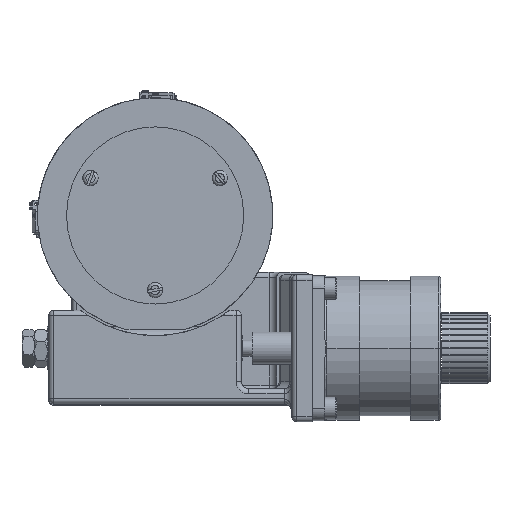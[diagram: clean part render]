
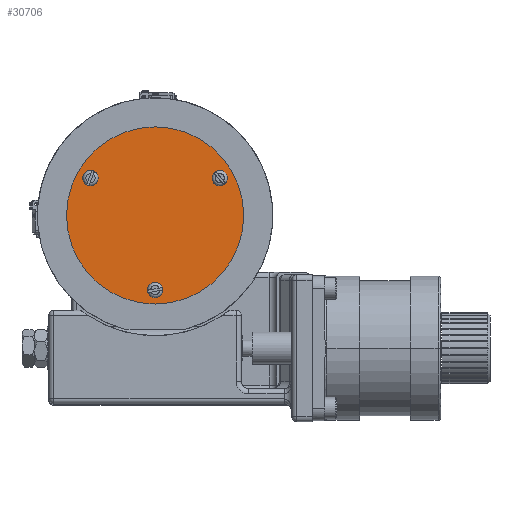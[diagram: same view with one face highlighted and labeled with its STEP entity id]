
A CAD part, front view. The second image highlights one B-rep face of the part: STEP entity #30706.
In plain terms, the highlighted planar face has unit normal (0, -1, 0).
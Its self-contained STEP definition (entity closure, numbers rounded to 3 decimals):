
#10493=CARTESIAN_POINT('',(0.,-83.6,0.));
#10494=DIRECTION('',(0.,1.,0.));
#10495=DIRECTION('',(-1.,0.,0.));
#10496=AXIS2_PLACEMENT_3D('',#10493,#10494,#10495);
#10498=CARTESIAN_POINT('',(0.,-83.6,0.));
#10499=DIRECTION('',(0.,1.,0.));
#10500=DIRECTION('',(1.,0.,0.));
#10501=AXIS2_PLACEMENT_3D('',#10498,#10499,#10500);
#10503=CARTESIAN_POINT('',(0.,-83.6,-29.5));
#10504=DIRECTION('',(0.,1.,0.));
#10505=DIRECTION('',(-0.174,0.,0.985));
#10506=AXIS2_PLACEMENT_3D('',#10503,#10504,#10505);
#10508=CARTESIAN_POINT('',(0.,-83.6,-29.5));
#10509=DIRECTION('',(0.,1.,0.));
#10510=DIRECTION('',(0.174,0.,-0.985));
#10511=AXIS2_PLACEMENT_3D('',#10508,#10509,#10510);
#10513=CARTESIAN_POINT('',(25.548,-83.6,14.75));
#10514=DIRECTION('',(0.,1.,0.));
#10515=DIRECTION('',(-0.766,0.,-0.643));
#10516=AXIS2_PLACEMENT_3D('',#10513,#10514,#10515);
#10518=CARTESIAN_POINT('',(25.548,-83.6,14.75));
#10519=DIRECTION('',(0.,1.,0.));
#10520=DIRECTION('',(0.766,0.,0.643));
#10521=AXIS2_PLACEMENT_3D('',#10518,#10519,#10520);
#10675=CARTESIAN_POINT('',(-25.548,-83.6,14.75));
#10676=DIRECTION('',(0.,1.,0.));
#10677=DIRECTION('',(0.94,0.,-0.342));
#10678=AXIS2_PLACEMENT_3D('',#10675,#10676,#10677);
#10680=CARTESIAN_POINT('',(-25.548,-83.6,14.75));
#10681=DIRECTION('',(0.,1.,0.));
#10682=DIRECTION('',(-0.94,0.,0.342));
#10683=AXIS2_PLACEMENT_3D('',#10680,#10681,#10682);
#12920=CARTESIAN_POINT('',(-35.,-83.6,0.));
#12921=CARTESIAN_POINT('',(35.,-83.6,0.));
#12922=VERTEX_POINT('',#12920);
#12923=VERTEX_POINT('',#12921);
#13601=CARTESIAN_POINT('',(23.25,-83.6,12.822));
#13602=CARTESIAN_POINT('',(27.846,-83.6,16.678));
#13603=VERTEX_POINT('',#13601);
#13604=VERTEX_POINT('',#13602);
#13609=CARTESIAN_POINT('',(-22.729,-83.6,13.724));
#13610=CARTESIAN_POINT('',(-28.367,-83.6,15.776));
#13611=VERTEX_POINT('',#13609);
#13612=VERTEX_POINT('',#13610);
#13633=CARTESIAN_POINT('',(-0.521,-83.6,-26.546));
#13634=CARTESIAN_POINT('',(0.521,-83.6,-32.454));
#13635=VERTEX_POINT('',#13633);
#13636=VERTEX_POINT('',#13634);
#30679=CARTESIAN_POINT('',(0.,-83.6,0.));
#30680=DIRECTION('',(0.,1.,0.));
#30681=DIRECTION('',(1.,0.,0.));
#30682=AXIS2_PLACEMENT_3D('',#30679,#30680,#30681);
#30683=PLANE('',#30682);
#30684=ORIENTED_EDGE('',*,*,#30645,.T.);
#30685=ORIENTED_EDGE('',*,*,#30666,.T.);
#30686=EDGE_LOOP('',(#30684,#30685));
#30687=FACE_OUTER_BOUND('',#30686,.F.);
#30689=ORIENTED_EDGE('',*,*,#30688,.F.);
#30691=ORIENTED_EDGE('',*,*,#30690,.F.);
#30692=EDGE_LOOP('',(#30689,#30691));
#30693=FACE_BOUND('',#30692,.F.);
#30695=ORIENTED_EDGE('',*,*,#30694,.F.);
#30697=ORIENTED_EDGE('',*,*,#30696,.F.);
#30698=EDGE_LOOP('',(#30695,#30697));
#30699=FACE_BOUND('',#30698,.F.);
#30701=ORIENTED_EDGE('',*,*,#30700,.F.);
#30703=ORIENTED_EDGE('',*,*,#30702,.F.);
#30704=EDGE_LOOP('',(#30701,#30703));
#30705=FACE_BOUND('',#30704,.F.);
#10497=CIRCLE('',#10496,35.);
#10502=CIRCLE('',#10501,35.);
#10507=CIRCLE('',#10506,3.);
#10512=CIRCLE('',#10511,3.);
#10517=CIRCLE('',#10516,3.);
#10522=CIRCLE('',#10521,3.);
#10679=CIRCLE('',#10678,3.);
#10684=CIRCLE('',#10683,3.);
#30645=EDGE_CURVE('',#12922,#12923,#10497,.T.);
#30666=EDGE_CURVE('',#12923,#12922,#10502,.T.);
#30688=EDGE_CURVE('',#13603,#13604,#10517,.T.);
#30690=EDGE_CURVE('',#13604,#13603,#10522,.T.);
#30694=EDGE_CURVE('',#13611,#13612,#10679,.T.);
#30696=EDGE_CURVE('',#13612,#13611,#10684,.T.);
#30700=EDGE_CURVE('',#13635,#13636,#10507,.T.);
#30702=EDGE_CURVE('',#13636,#13635,#10512,.T.);
#30706=ADVANCED_FACE('',(#30687,#30693,#30699,#30705),#30683,.F.);
